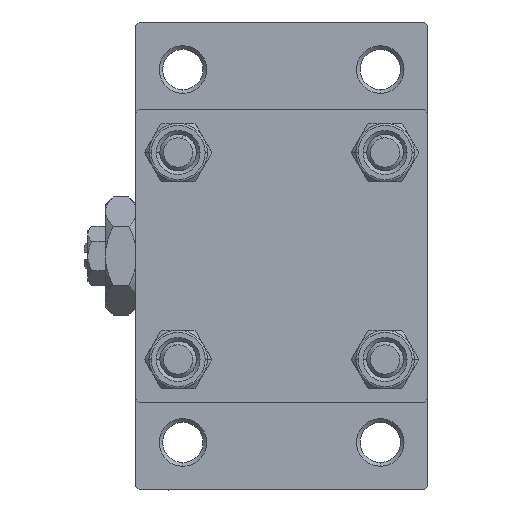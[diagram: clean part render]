
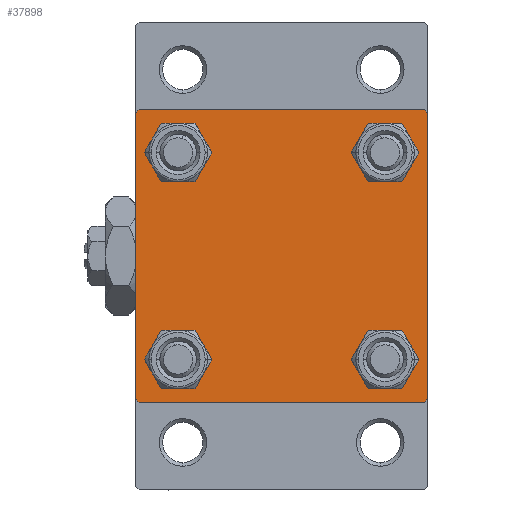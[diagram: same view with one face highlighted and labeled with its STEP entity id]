
A CAD part, left-side view. The second image highlights one B-rep face of the part: STEP entity #37898.
In plain terms, the highlighted planar face has unit normal (-1, 0, 0).
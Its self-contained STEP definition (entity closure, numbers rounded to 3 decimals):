
#932 = ORIENTED_EDGE ( 'NONE', *, *, #6665, .T. ) ;
#934 = AXIS2_PLACEMENT_3D ( 'NONE', #23641, #3377, #46454 ) ;
#1707 = AXIS2_PLACEMENT_3D ( 'NONE', #40883, #21904, #37024 ) ;
#2111 = VERTEX_POINT ( 'NONE', #7774 ) ;
#2311 = VERTEX_POINT ( 'NONE', #8225 ) ;
#2424 = ORIENTED_EDGE ( 'NONE', *, *, #38292, .T. ) ;
#2484 = AXIS2_PLACEMENT_3D ( 'NONE', #31348, #11848, #32615 ) ;
#2646 = ORIENTED_EDGE ( 'NONE', *, *, #22410, .T. ) ;
#3182 = CARTESIAN_POINT ( 'NONE',  ( 0., 19.75, 19.75 ) ) ;
#3316 = LINE ( 'NONE', #7154, #12043 ) ;
#3377 = DIRECTION ( 'NONE',  ( 1., 0., 0. ) ) ;
#3536 = VERTEX_POINT ( 'NONE', #48166 ) ;
#3630 = VERTEX_POINT ( 'NONE', #17142 ) ;
#3892 = DIRECTION ( 'NONE',  ( 1., 0., 0. ) ) ;
#4262 = EDGE_CURVE ( 'NONE', #43562, #45088, #29793, .T. ) ;
#4980 = EDGE_LOOP ( 'NONE', ( #2646, #26935 ) ) ;
#4981 = AXIS2_PLACEMENT_3D ( 'NONE', #9518, #44403, #13128 ) ;
#5452 = VECTOR ( 'NONE', #11125, 1000. ) ;
#5860 = EDGE_LOOP ( 'NONE', ( #28231, #42371 ) ) ;
#6665 = EDGE_CURVE ( 'NONE', #40997, #3536, #45274, .T. ) ;
#7154 = CARTESIAN_POINT ( 'NONE',  ( 0., 20., 20. ) ) ;
#7774 = CARTESIAN_POINT ( 'NONE',  ( 0., 14.15, 17.15 ) ) ;
#8225 = CARTESIAN_POINT ( 'NONE',  ( 0., -20., -19.5 ) ) ;
#8283 = DIRECTION ( 'NONE',  ( 0., 0., 1. ) ) ;
#8654 = EDGE_CURVE ( 'NONE', #35993, #2311, #28554, .T. ) ;
#9415 = DIRECTION ( 'NONE',  ( 1., 0., 0. ) ) ;
#9518 = CARTESIAN_POINT ( 'NONE',  ( 0., 0., 0. ) ) ;
#9772 = FACE_BOUND ( 'NONE', #34252, .T. ) ;
#10802 = EDGE_CURVE ( 'NONE', #3536, #13538, #40558, .T. ) ;
#10964 = CARTESIAN_POINT ( 'NONE',  ( 0., -19.75, 19.75 ) ) ;
#11029 = DIRECTION ( 'NONE',  ( 0., 0., 1. ) ) ;
#11125 = DIRECTION ( 'NONE',  ( 0., 0.707, -0.707 ) ) ;
#11390 = LINE ( 'NONE', #45756, #12893 ) ;
#11393 = VECTOR ( 'NONE', #12403, 1000. ) ;
#11641 = LINE ( 'NONE', #3182, #5452 ) ;
#11848 = DIRECTION ( 'NONE',  ( 1., 0., 0. ) ) ;
#12043 = VECTOR ( 'NONE', #22815, 1000. ) ;
#12225 = VERTEX_POINT ( 'NONE', #29519 ) ;
#12403 = DIRECTION ( 'NONE',  ( 0., -1., 0. ) ) ;
#12604 = CARTESIAN_POINT ( 'NONE',  ( 0., -19.5, 20. ) ) ;
#12893 = VECTOR ( 'NONE', #38316, 1000. ) ;
#13128 = DIRECTION ( 'NONE',  ( 0., 0., 1. ) ) ;
#13370 = FACE_BOUND ( 'NONE', #18223, .T. ) ;
#13538 = VERTEX_POINT ( 'NONE', #37673 ) ;
#13627 = DIRECTION ( 'NONE',  ( 0., -1., 0. ) ) ;
#14489 = EDGE_LOOP ( 'NONE', ( #43809, #932, #18349, #23036, #33987, #2424, #35554, #26249 ) ) ;
#14744 = DIRECTION ( 'NONE',  ( 0., -0.707, -0.707 ) ) ;
#14746 = ORIENTED_EDGE ( 'NONE', *, *, #29131, .T. ) ;
#17142 = CARTESIAN_POINT ( 'NONE',  ( 0., 14.15, 11.15 ) ) ;
#17369 = CARTESIAN_POINT ( 'NONE',  ( 0., -14.15, 14.15 ) ) ;
#17725 = FACE_BOUND ( 'NONE', #5860, .T. ) ;
#18223 = EDGE_LOOP ( 'NONE', ( #38013, #24554 ) ) ;
#18349 = ORIENTED_EDGE ( 'NONE', *, *, #10802, .T. ) ;
#18390 = DIRECTION ( 'NONE',  ( 0., 0., 1. ) ) ;
#18635 = CARTESIAN_POINT ( 'NONE',  ( 0., -14.15, 11.15 ) ) ;
#18772 = DIRECTION ( 'NONE',  ( 0., 0., 1. ) ) ;
#19525 = AXIS2_PLACEMENT_3D ( 'NONE', #28018, #20836, #8283 ) ;
#20185 = CARTESIAN_POINT ( 'NONE',  ( 0., 19.5, 20. ) ) ;
#20215 = CIRCLE ( 'NONE', #22672, 3. ) ;
#20568 = PLANE ( 'NONE',  #4981 ) ;
#20836 = DIRECTION ( 'NONE',  ( 1., 0., 0. ) ) ;
#20971 = VECTOR ( 'NONE', #44448, 1000. ) ;
#21904 = DIRECTION ( 'NONE',  ( 1., 0., 0. ) ) ;
#21951 = CARTESIAN_POINT ( 'NONE',  ( 0., 19.75, -19.75 ) ) ;
#22065 = EDGE_CURVE ( 'NONE', #31853, #45224, #11641, .T. ) ;
#22410 = EDGE_CURVE ( 'NONE', #44840, #12225, #20215, .T. ) ;
#22616 = CARTESIAN_POINT ( 'NONE',  ( 0., 14.15, -14.15 ) ) ;
#22672 = AXIS2_PLACEMENT_3D ( 'NONE', #22616, #3892, #18772 ) ;
#22778 = LINE ( 'NONE', #10964, #25441 ) ;
#22815 = DIRECTION ( 'NONE',  ( 0., 0., -1. ) ) ;
#23036 = ORIENTED_EDGE ( 'NONE', *, *, #46026, .T. ) ;
#23061 = CIRCLE ( 'NONE', #934, 3. ) ;
#23641 = CARTESIAN_POINT ( 'NONE',  ( 0., -14.15, -14.15 ) ) ;
#24554 = ORIENTED_EDGE ( 'NONE', *, *, #38566, .T. ) ;
#25441 = VECTOR ( 'NONE', #41510, 1000. ) ;
#26249 = ORIENTED_EDGE ( 'NONE', *, *, #22065, .T. ) ;
#26935 = ORIENTED_EDGE ( 'NONE', *, *, #28729, .T. ) ;
#28002 = VERTEX_POINT ( 'NONE', #33766 ) ;
#28018 = CARTESIAN_POINT ( 'NONE',  ( 0., 14.15, -14.15 ) ) ;
#28136 = DIRECTION ( 'NONE',  ( 1., 0., 0. ) ) ;
#28231 = ORIENTED_EDGE ( 'NONE', *, *, #41101, .T. ) ;
#28554 = LINE ( 'NONE', #44210, #20971 ) ;
#28729 = EDGE_CURVE ( 'NONE', #12225, #44840, #46531, .T. ) ;
#29131 = EDGE_CURVE ( 'NONE', #45088, #43562, #39984, .T. ) ;
#29519 = CARTESIAN_POINT ( 'NONE',  ( 0., 14.15, -17.15 ) ) ;
#29675 = CARTESIAN_POINT ( 'NONE',  ( 0., -14.15, -17.15 ) ) ;
#29793 = CIRCLE ( 'NONE', #32305, 3. ) ;
#29907 = VECTOR ( 'NONE', #14744, 1000. ) ;
#30719 = ORIENTED_EDGE ( 'NONE', *, *, #4262, .T. ) ;
#30801 = EDGE_CURVE ( 'NONE', #31853, #37090, #40590, .T. ) ;
#31348 = CARTESIAN_POINT ( 'NONE',  ( 0., 14.15, 14.15 ) ) ;
#31853 = VERTEX_POINT ( 'NONE', #20185 ) ;
#32305 = AXIS2_PLACEMENT_3D ( 'NONE', #36022, #35143, #11029 ) ;
#32615 = DIRECTION ( 'NONE',  ( 0., 0., 1. ) ) ;
#32944 = CIRCLE ( 'NONE', #40307, 3. ) ;
#33766 = CARTESIAN_POINT ( 'NONE',  ( 0., -14.15, -11.15 ) ) ;
#33782 = CARTESIAN_POINT ( 'NONE',  ( 0., 14.15, 14.15 ) ) ;
#33987 = ORIENTED_EDGE ( 'NONE', *, *, #8654, .F. ) ;
#34252 = EDGE_LOOP ( 'NONE', ( #14746, #30719 ) ) ;
#34283 = EDGE_CURVE ( 'NONE', #3630, #2111, #44264, .T. ) ;
#34987 = CARTESIAN_POINT ( 'NONE',  ( 0., 14.15, -11.15 ) ) ;
#35143 = DIRECTION ( 'NONE',  ( 1., 0., 0. ) ) ;
#35466 = CARTESIAN_POINT ( 'NONE',  ( 0., -20., 19.5 ) ) ;
#35554 = ORIENTED_EDGE ( 'NONE', *, *, #30801, .F. ) ;
#35993 = VERTEX_POINT ( 'NONE', #35466 ) ;
#36022 = CARTESIAN_POINT ( 'NONE',  ( 0., -14.15, 14.15 ) ) ;
#36184 = CARTESIAN_POINT ( 'NONE',  ( 0., -14.15, 17.15 ) ) ;
#37024 = DIRECTION ( 'NONE',  ( 0., 0., 1. ) ) ;
#37090 = VERTEX_POINT ( 'NONE', #12604 ) ;
#37673 = CARTESIAN_POINT ( 'NONE',  ( 0., -19.5, -20. ) ) ;
#37898 = ADVANCED_FACE ( 'NONE', ( #9772, #13370, #48245, #17725, #48737 ), #20568, .T. ) ;
#37939 = CARTESIAN_POINT ( 'NONE',  ( 0., 20., 19.5 ) ) ;
#38013 = ORIENTED_EDGE ( 'NONE', *, *, #40481, .T. ) ;
#38106 = VECTOR ( 'NONE', #13627, 1000. ) ;
#38292 = EDGE_CURVE ( 'NONE', #35993, #37090, #22778, .T. ) ;
#38316 = DIRECTION ( 'NONE',  ( 0., -0.707, 0.707 ) ) ;
#38566 = EDGE_CURVE ( 'NONE', #47737, #28002, #49182, .T. ) ;
#39984 = CIRCLE ( 'NONE', #43270, 3. ) ;
#40209 = DIRECTION ( 'NONE',  ( 0., 0., 1. ) ) ;
#40307 = AXIS2_PLACEMENT_3D ( 'NONE', #33782, #9415, #18390 ) ;
#40461 = CARTESIAN_POINT ( 'NONE',  ( 0., 20., -19.5 ) ) ;
#40481 = EDGE_CURVE ( 'NONE', #28002, #47737, #23061, .T. ) ;
#40558 = LINE ( 'NONE', #44654, #38106 ) ;
#40590 = LINE ( 'NONE', #43432, #11393 ) ;
#40883 = CARTESIAN_POINT ( 'NONE',  ( 0., -14.15, -14.15 ) ) ;
#40997 = VERTEX_POINT ( 'NONE', #40461 ) ;
#41101 = EDGE_CURVE ( 'NONE', #2111, #3630, #32944, .T. ) ;
#41510 = DIRECTION ( 'NONE',  ( 0., 0.707, 0.707 ) ) ;
#42371 = ORIENTED_EDGE ( 'NONE', *, *, #34283, .T. ) ;
#43270 = AXIS2_PLACEMENT_3D ( 'NONE', #17369, #28136, #40209 ) ;
#43432 = CARTESIAN_POINT ( 'NONE',  ( 0., 20., 20. ) ) ;
#43562 = VERTEX_POINT ( 'NONE', #18635 ) ;
#43809 = ORIENTED_EDGE ( 'NONE', *, *, #45239, .T. ) ;
#44210 = CARTESIAN_POINT ( 'NONE',  ( 0., -20., 20. ) ) ;
#44264 = CIRCLE ( 'NONE', #2484, 3. ) ;
#44403 = DIRECTION ( 'NONE',  ( -1., 0., 0. ) ) ;
#44448 = DIRECTION ( 'NONE',  ( 0., 0., -1. ) ) ;
#44654 = CARTESIAN_POINT ( 'NONE',  ( 0., 20., -20. ) ) ;
#44840 = VERTEX_POINT ( 'NONE', #34987 ) ;
#45088 = VERTEX_POINT ( 'NONE', #36184 ) ;
#45224 = VERTEX_POINT ( 'NONE', #37939 ) ;
#45239 = EDGE_CURVE ( 'NONE', #45224, #40997, #3316, .T. ) ;
#45274 = LINE ( 'NONE', #21951, #29907 ) ;
#45756 = CARTESIAN_POINT ( 'NONE',  ( 0., -19.75, -19.75 ) ) ;
#46026 = EDGE_CURVE ( 'NONE', #13538, #2311, #11390, .T. ) ;
#46454 = DIRECTION ( 'NONE',  ( 0., 0., 1. ) ) ;
#46531 = CIRCLE ( 'NONE', #19525, 3. ) ;
#47737 = VERTEX_POINT ( 'NONE', #29675 ) ;
#48166 = CARTESIAN_POINT ( 'NONE',  ( 0., 19.5, -20. ) ) ;
#48245 = FACE_BOUND ( 'NONE', #4980, .T. ) ;
#48737 = FACE_OUTER_BOUND ( 'NONE', #14489, .T. ) ;
#49182 = CIRCLE ( 'NONE', #1707, 3. ) ;
